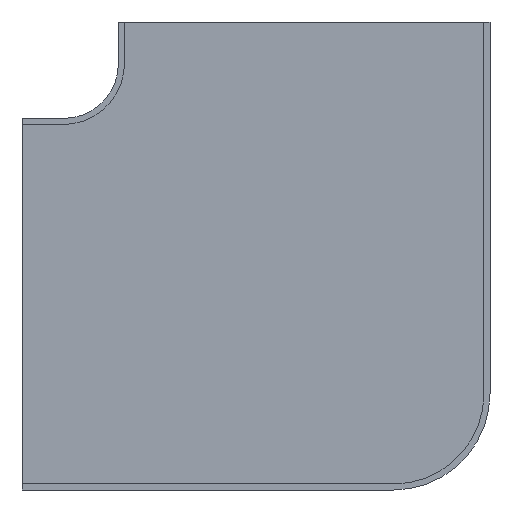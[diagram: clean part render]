
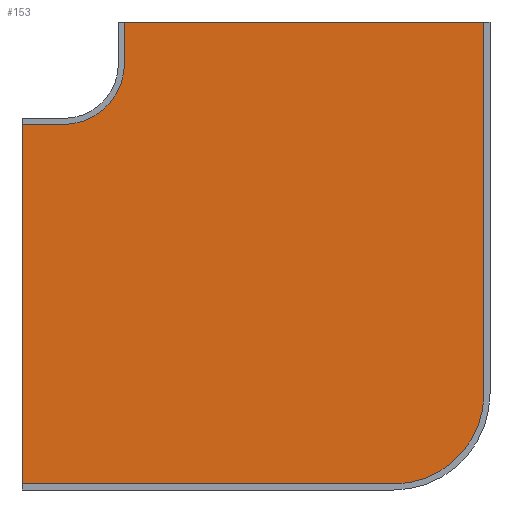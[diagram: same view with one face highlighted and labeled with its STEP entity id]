
A CAD part, front view. The second image highlights one B-rep face of the part: STEP entity #153.
In plain terms, the highlighted planar face has unit normal (0, -1, 0).
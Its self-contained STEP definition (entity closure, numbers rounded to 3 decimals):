
#24 = DIRECTION ( 'NONE',  ( 0., 1., 0. ) ) ;
#34 = CARTESIAN_POINT ( 'NONE',  ( 49.95, 29.15, -82.75 ) ) ;
#54 = DIRECTION ( 'NONE',  ( 0., -1., 0. ) ) ;
#57 = CARTESIAN_POINT ( 'NONE',  ( -69.95, 29.15, 69.95 ) ) ;
#74 = DIRECTION ( 'NONE',  ( 1., 0., 0. ) ) ;
#76 = CARTESIAN_POINT ( 'NONE',  ( -49.95, 29.15, 84.95 ) ) ;
#77 = DIRECTION ( 'NONE',  ( 1., 0., 0. ) ) ;
#108 = CARTESIAN_POINT ( 'NONE',  ( -84.95, 29.15, 47.75 ) ) ;
#140 = LINE ( 'NONE', #76, #146 ) ;
#143 = EDGE_CURVE ( 'NONE', #339, #484, #291, .T. ) ;
#146 = VECTOR ( 'NONE', #74, 1000. ) ;
#153 = ADVANCED_FACE ( 'NONE', ( #285 ), #327, .F. ) ;
#156 = EDGE_CURVE ( 'NONE', #499, #358, #278, .T. ) ;
#178 = VECTOR ( 'NONE', #312, 1000. ) ;
#195 = LINE ( 'NONE', #394, #178 ) ;
#196 = DIRECTION ( 'NONE',  ( 0., 0., -1. ) ) ;
#205 = EDGE_CURVE ( 'NONE', #358, #339, #275, .T. ) ;
#213 = VERTEX_POINT ( 'NONE', #321 ) ;
#225 = CARTESIAN_POINT ( 'NONE',  ( 49.95, 29.15, -49.95 ) ) ;
#232 = DIRECTION ( 'NONE',  ( 0., 0., 1. ) ) ;
#243 = EDGE_CURVE ( 'NONE', #502, #462, #271, .T. ) ;
#256 = LINE ( 'NONE', #604, #261 ) ;
#261 = VECTOR ( 'NONE', #591, 1000. ) ;
#264 = VECTOR ( 'NONE', #77, 1000. ) ;
#267 = CIRCLE ( 'NONE', #400, 22.2 ) ;
#271 = LINE ( 'NONE', #108, #264 ) ;
#275 = CIRCLE ( 'NONE', #472, 32.8 ) ;
#278 = LINE ( 'NONE', #308, #283 ) ;
#282 = VECTOR ( 'NONE', #455, 1000. ) ;
#283 = VECTOR ( 'NONE', #196, 1000. ) ;
#285 = FACE_OUTER_BOUND ( 'NONE', #370, .T. ) ;
#291 = LINE ( 'NONE', #420, #282 ) ;
#293 = EDGE_CURVE ( 'NONE', #462, #213, #267, .T. ) ;
#308 = CARTESIAN_POINT ( 'NONE',  ( 82.75, 29.15, 84.95 ) ) ;
#312 = DIRECTION ( 'NONE',  ( 0., 0., 1. ) ) ;
#321 = CARTESIAN_POINT ( 'NONE',  ( -47.75, 29.15, 69.95 ) ) ;
#327 = PLANE ( 'NONE',  #493 ) ;
#339 = VERTEX_POINT ( 'NONE', #34 ) ;
#353 = EDGE_CURVE ( 'NONE', #213, #510, #256, .T. ) ;
#358 = VERTEX_POINT ( 'NONE', #587 ) ;
#370 = EDGE_LOOP ( 'NONE', ( #516, #437, #446, #563, #512, #511, #583, #498 ) ) ;
#380 = DIRECTION ( 'NONE',  ( 0., 0., 1. ) ) ;
#382 = DIRECTION ( 'NONE',  ( 0., 1., 0. ) ) ;
#394 = CARTESIAN_POINT ( 'NONE',  ( -84.95, 29.15, 49.95 ) ) ;
#400 = AXIS2_PLACEMENT_3D ( 'NONE', #57, #54, #606 ) ;
#418 = CARTESIAN_POINT ( 'NONE',  ( 49.95, 29.15, -49.95 ) ) ;
#420 = CARTESIAN_POINT ( 'NONE',  ( -84.95, 29.15, -82.75 ) ) ;
#429 = CARTESIAN_POINT ( 'NONE',  ( -47.75, 29.15, 84.95 ) ) ;
#437 = ORIENTED_EDGE ( 'NONE', *, *, #205, .F. ) ;
#438 = CARTESIAN_POINT ( 'NONE',  ( -84.95, 29.15, 47.75 ) ) ;
#446 = ORIENTED_EDGE ( 'NONE', *, *, #156, .F. ) ;
#455 = DIRECTION ( 'NONE',  ( -1., 0., 0. ) ) ;
#462 = VERTEX_POINT ( 'NONE', #530 ) ;
#472 = AXIS2_PLACEMENT_3D ( 'NONE', #225, #24, #232 ) ;
#484 = VERTEX_POINT ( 'NONE', #500 ) ;
#493 = AXIS2_PLACEMENT_3D ( 'NONE', #418, #382, #380 ) ;
#496 = CARTESIAN_POINT ( 'NONE',  ( 82.75, 29.15, 84.95 ) ) ;
#498 = ORIENTED_EDGE ( 'NONE', *, *, #564, .F. ) ;
#499 = VERTEX_POINT ( 'NONE', #496 ) ;
#500 = CARTESIAN_POINT ( 'NONE',  ( -84.95, 29.15, -82.75 ) ) ;
#502 = VERTEX_POINT ( 'NONE', #438 ) ;
#510 = VERTEX_POINT ( 'NONE', #429 ) ;
#511 = ORIENTED_EDGE ( 'NONE', *, *, #293, .F. ) ;
#512 = ORIENTED_EDGE ( 'NONE', *, *, #353, .F. ) ;
#516 = ORIENTED_EDGE ( 'NONE', *, *, #143, .F. ) ;
#530 = CARTESIAN_POINT ( 'NONE',  ( -69.95, 29.15, 47.75 ) ) ;
#563 = ORIENTED_EDGE ( 'NONE', *, *, #592, .F. ) ;
#564 = EDGE_CURVE ( 'NONE', #484, #502, #195, .T. ) ;
#583 = ORIENTED_EDGE ( 'NONE', *, *, #243, .F. ) ;
#587 = CARTESIAN_POINT ( 'NONE',  ( 82.75, 29.15, -49.95 ) ) ;
#591 = DIRECTION ( 'NONE',  ( 0., 0., 1. ) ) ;
#592 = EDGE_CURVE ( 'NONE', #510, #499, #140, .T. ) ;
#604 = CARTESIAN_POINT ( 'NONE',  ( -47.75, 29.15, 69.95 ) ) ;
#606 = DIRECTION ( 'NONE',  ( 0., 0., 1. ) ) ;
